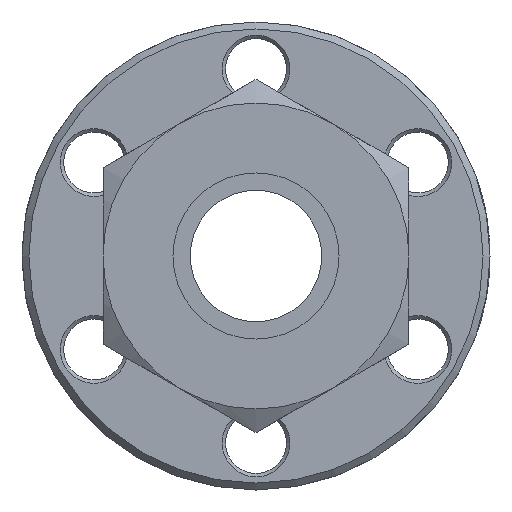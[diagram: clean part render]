
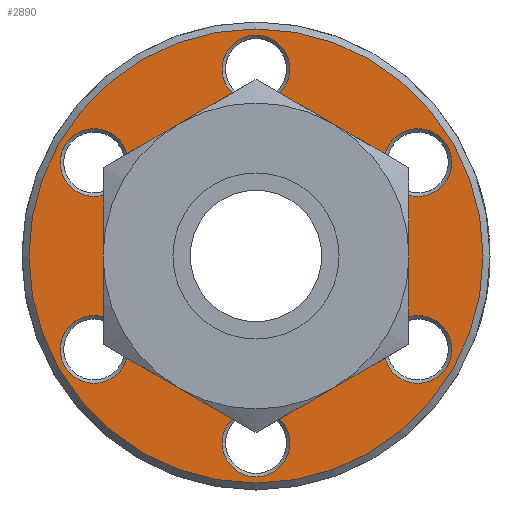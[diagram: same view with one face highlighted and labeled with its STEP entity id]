
A CAD part, front view. The second image highlights one B-rep face of the part: STEP entity #2890.
In plain terms, the highlighted planar face has unit normal (0, -1, 0).
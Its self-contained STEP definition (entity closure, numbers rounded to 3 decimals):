
#277=FACE_BOUND('',#555,.T.);
#278=FACE_BOUND('',#556,.T.);
#279=FACE_BOUND('',#557,.T.);
#280=FACE_BOUND('',#558,.T.);
#281=FACE_BOUND('',#559,.T.);
#282=FACE_BOUND('',#560,.T.);
#283=FACE_BOUND('',#561,.T.);
#306=PLANE('',#3147);
#375=FACE_OUTER_BOUND('',#554,.T.);
#554=EDGE_LOOP('',(#1965));
#555=EDGE_LOOP('',(#1966));
#556=EDGE_LOOP('',(#1967));
#557=EDGE_LOOP('',(#1968));
#558=EDGE_LOOP('',(#1969));
#559=EDGE_LOOP('',(#1970));
#560=EDGE_LOOP('',(#1971));
#561=EDGE_LOOP('',(#1972));
#1074=CIRCLE('',#3140,8.636);
#1078=CIRCLE('',#3146,16.4);
#1079=CIRCLE('',#3148,2.45);
#1080=CIRCLE('',#3149,2.45);
#1081=CIRCLE('',#3150,2.45);
#1082=CIRCLE('',#3151,2.45);
#1083=CIRCLE('',#3152,2.45);
#1084=CIRCLE('',#3153,2.45);
#1205=VERTEX_POINT('',#4195);
#1209=VERTEX_POINT('',#4206);
#1210=VERTEX_POINT('',#4210);
#1211=VERTEX_POINT('',#4212);
#1212=VERTEX_POINT('',#4214);
#1213=VERTEX_POINT('',#4216);
#1214=VERTEX_POINT('',#4218);
#1215=VERTEX_POINT('',#4220);
#1499=EDGE_CURVE('',#1205,#1205,#1074,.T.);
#1505=EDGE_CURVE('',#1209,#1209,#1078,.T.);
#1506=EDGE_CURVE('',#1210,#1210,#1079,.T.);
#1507=EDGE_CURVE('',#1211,#1211,#1080,.T.);
#1508=EDGE_CURVE('',#1212,#1212,#1081,.T.);
#1509=EDGE_CURVE('',#1213,#1213,#1082,.T.);
#1510=EDGE_CURVE('',#1214,#1214,#1083,.T.);
#1511=EDGE_CURVE('',#1215,#1215,#1084,.T.);
#1965=ORIENTED_EDGE('',*,*,#1505,.F.);
#1966=ORIENTED_EDGE('',*,*,#1499,.T.);
#1967=ORIENTED_EDGE('',*,*,#1506,.F.);
#1968=ORIENTED_EDGE('',*,*,#1507,.F.);
#1969=ORIENTED_EDGE('',*,*,#1508,.F.);
#1970=ORIENTED_EDGE('',*,*,#1509,.F.);
#1971=ORIENTED_EDGE('',*,*,#1510,.F.);
#1972=ORIENTED_EDGE('',*,*,#1511,.F.);
#2890=ADVANCED_FACE('',(#375,#277,#278,#279,#280,#281,#282,#283),#306,.T.);
#3140=AXIS2_PLACEMENT_3D('',#4196,#3445,#3446);
#3146=AXIS2_PLACEMENT_3D('',#4208,#3459,#3460);
#3147=AXIS2_PLACEMENT_3D('',#4209,#3461,#3462);
#3148=AXIS2_PLACEMENT_3D('',#4211,#3463,#3464);
#3149=AXIS2_PLACEMENT_3D('',#4213,#3465,#3466);
#3150=AXIS2_PLACEMENT_3D('',#4215,#3467,#3468);
#3151=AXIS2_PLACEMENT_3D('',#4217,#3469,#3470);
#3152=AXIS2_PLACEMENT_3D('',#4219,#3471,#3472);
#3153=AXIS2_PLACEMENT_3D('',#4221,#3473,#3474);
#3445=DIRECTION('center_axis',(0.,1.,0.));
#3446=DIRECTION('ref_axis',(-1.,0.,0.));
#3459=DIRECTION('center_axis',(0.,1.,0.));
#3460=DIRECTION('ref_axis',(1.,0.,0.));
#3461=DIRECTION('center_axis',(0.,-1.,0.));
#3462=DIRECTION('ref_axis',(0.,0.,-1.));
#3463=DIRECTION('center_axis',(0.,-1.,0.));
#3464=DIRECTION('ref_axis',(0.5,0.,0.866));
#3465=DIRECTION('center_axis',(0.,-1.,0.));
#3466=DIRECTION('ref_axis',(-1.,0.,0.));
#3467=DIRECTION('center_axis',(0.,-1.,0.));
#3468=DIRECTION('ref_axis',(0.5,0.,-0.866));
#3469=DIRECTION('center_axis',(0.,-1.,0.));
#3470=DIRECTION('ref_axis',(1.,0.,0.));
#3471=DIRECTION('center_axis',(0.,-1.,0.));
#3472=DIRECTION('ref_axis',(-0.5,0.,-0.866));
#3473=DIRECTION('center_axis',(0.,-1.,0.));
#3474=DIRECTION('ref_axis',(-0.5,0.,0.866));
#4195=CARTESIAN_POINT('',(8.636,0.,0.));
#4196=CARTESIAN_POINT('Origin',(0.,0.,0.));
#4206=CARTESIAN_POINT('',(-16.4,0.,0.));
#4208=CARTESIAN_POINT('Origin',(0.,0.,0.));
#4209=CARTESIAN_POINT('Origin',(-16.9,0.,0.));
#4210=CARTESIAN_POINT('',(10.466,0.,-8.872));
#4211=CARTESIAN_POINT('Origin',(11.691,0.,-6.75));
#4212=CARTESIAN_POINT('',(2.45,0.,13.5));
#4213=CARTESIAN_POINT('Origin',(0.,0.,
13.5));
#4214=CARTESIAN_POINT('',(-12.916,0.,-4.628));
#4215=CARTESIAN_POINT('Origin',(-11.691,0.,
-6.75));
#4216=CARTESIAN_POINT('',(-2.45,0.,-13.5));
#4217=CARTESIAN_POINT('Origin',(0.,0.,-13.5));
#4218=CARTESIAN_POINT('',(-10.466,0.,8.872));
#4219=CARTESIAN_POINT('Origin',(-11.691,0.,
6.75));
#4220=CARTESIAN_POINT('',(12.916,0.,4.628));
#4221=CARTESIAN_POINT('Origin',(11.691,0.,6.75));
